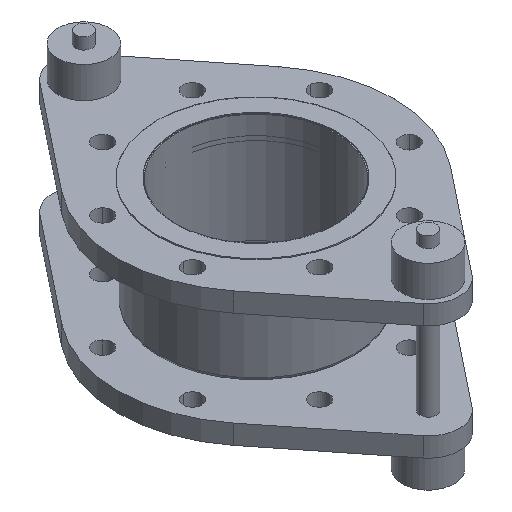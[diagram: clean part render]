
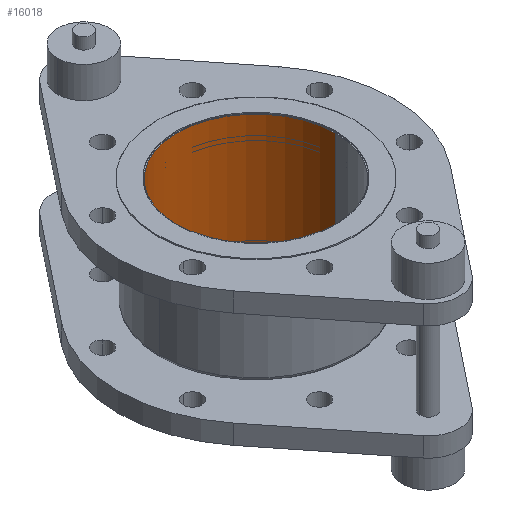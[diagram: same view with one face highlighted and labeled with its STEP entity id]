
A CAD part, isometric view. The second image highlights one B-rep face of the part: STEP entity #16018.
In plain terms, the highlighted cylindrical face has radius 75.9 mm (diameter 151.8 mm), a partial arc.
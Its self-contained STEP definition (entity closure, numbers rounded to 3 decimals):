
#706 = CIRCLE ( 'NONE', #12976, 75.9 ) ;
#1279 = CARTESIAN_POINT ( 'NONE',  ( -75.9, 0., -128.2 ) ) ;
#1870 = LINE ( 'NONE', #19439, #15025 ) ;
#2513 = CARTESIAN_POINT ( 'NONE',  ( 75.9, 0., -128.2 ) ) ;
#2681 = AXIS2_PLACEMENT_3D ( 'NONE', #26586, #24607, #9258 ) ;
#3076 = ORIENTED_EDGE ( 'NONE', *, *, #9698, .F. ) ;
#4418 = EDGE_CURVE ( 'NONE', #19298, #10057, #30647, .T. ) ;
#5041 = EDGE_LOOP ( 'NONE', ( #3076, #10349, #14669, #26741 ) ) ;
#8884 = VERTEX_POINT ( 'NONE', #1279 ) ;
#9258 = DIRECTION ( 'NONE',  ( 1., 0., 0. ) ) ;
#9698 = EDGE_CURVE ( 'NONE', #8884, #10057, #18893, .T. ) ;
#10057 = VERTEX_POINT ( 'NONE', #14929 ) ;
#10349 = ORIENTED_EDGE ( 'NONE', *, *, #19318, .F. ) ;
#12175 = DIRECTION ( 'NONE',  ( 1., 0., 0. ) ) ;
#12976 = AXIS2_PLACEMENT_3D ( 'NONE', #24466, #31617, #12175 ) ;
#14204 = CARTESIAN_POINT ( 'NONE',  ( -75.9, 0., 10.973 ) ) ;
#14669 = ORIENTED_EDGE ( 'NONE', *, *, #15992, .T. ) ;
#14747 = CYLINDRICAL_SURFACE ( 'NONE', #2681, 75.9 ) ;
#14929 = CARTESIAN_POINT ( 'NONE',  ( -75.9, 0., 0. ) ) ;
#15025 = VECTOR ( 'NONE', #16686, 1000. ) ;
#15117 = AXIS2_PLACEMENT_3D ( 'NONE', #19088, #16009, #28975 ) ;
#15992 = EDGE_CURVE ( 'NONE', #22185, #19298, #1870, .T. ) ;
#16009 = DIRECTION ( 'NONE',  ( 0., 0., 1. ) ) ;
#16018 = ADVANCED_FACE ( 'NONE', ( #31434 ), #14747, .F. ) ;
#16686 = DIRECTION ( 'NONE',  ( 0., 0., 1. ) ) ;
#18893 = LINE ( 'NONE', #14204, #29265 ) ;
#19088 = CARTESIAN_POINT ( 'NONE',  ( 0., 0., 0. ) ) ;
#19298 = VERTEX_POINT ( 'NONE', #21877 ) ;
#19318 = EDGE_CURVE ( 'NONE', #22185, #8884, #706, .T. ) ;
#19439 = CARTESIAN_POINT ( 'NONE',  ( 75.9, 0., 10.973 ) ) ;
#21877 = CARTESIAN_POINT ( 'NONE',  ( 75.9, 0., 0. ) ) ;
#22185 = VERTEX_POINT ( 'NONE', #2513 ) ;
#24466 = CARTESIAN_POINT ( 'NONE',  ( 0., 0., -128.2 ) ) ;
#24607 = DIRECTION ( 'NONE',  ( 0., 0., 1. ) ) ;
#26586 = CARTESIAN_POINT ( 'NONE',  ( 0., 0., 10.973 ) ) ;
#26741 = ORIENTED_EDGE ( 'NONE', *, *, #4418, .T. ) ;
#28794 = DIRECTION ( 'NONE',  ( 0., 0., 1. ) ) ;
#28975 = DIRECTION ( 'NONE',  ( 1., 0., 0. ) ) ;
#29265 = VECTOR ( 'NONE', #28794, 1000. ) ;
#30647 = CIRCLE ( 'NONE', #15117, 75.9 ) ;
#31434 = FACE_OUTER_BOUND ( 'NONE', #5041, .T. ) ;
#31617 = DIRECTION ( 'NONE',  ( 0., 0., 1. ) ) ;
